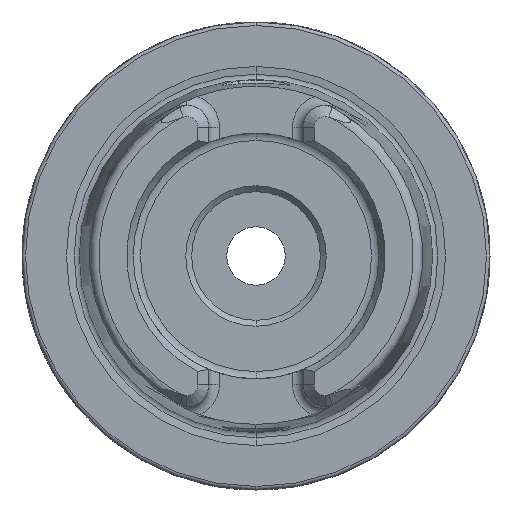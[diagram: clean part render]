
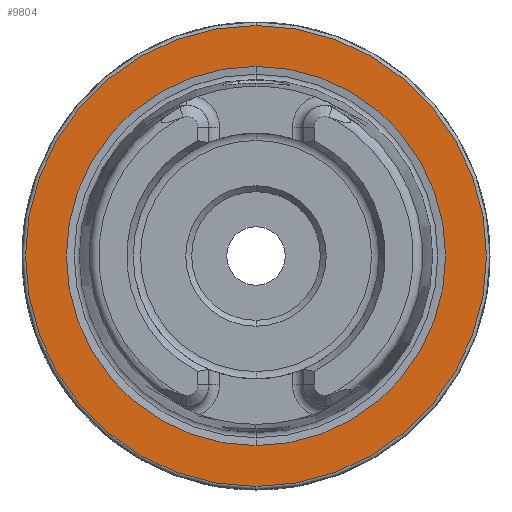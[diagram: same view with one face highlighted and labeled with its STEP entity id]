
A CAD part, left-side view. The second image highlights one B-rep face of the part: STEP entity #9804.
In plain terms, the highlighted planar face has unit normal (-1, 0, 0).
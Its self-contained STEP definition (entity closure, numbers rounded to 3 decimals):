
#354 = CARTESIAN_POINT ( 'NONE',  ( 0., 0., 16.207 ) ) ;
#526 = CARTESIAN_POINT ( 'NONE',  ( 0., 0., -16.207 ) ) ;
#539 = CARTESIAN_POINT ( 'NONE',  ( 0., 0., 19.7 ) ) ;
#545 = CARTESIAN_POINT ( 'NONE',  ( 0., 0., -19.7 ) ) ;
#2253 = DIRECTION ( 'NONE',  ( 1., 0., 0. ) ) ;
#2254 = CARTESIAN_POINT ( 'NONE',  ( 0., 19.7, 0. ) ) ;
#2256 = PLANE ( 'NONE',  #7058 ) ;
#2258 = DIRECTION ( 'NONE',  ( 0., 0., -1. ) ) ;
#2391 = DIRECTION ( 'NONE',  ( 0., 0., 1. ) ) ;
#2393 = DIRECTION ( 'NONE',  ( -1., 0., 0. ) ) ;
#2394 = CARTESIAN_POINT ( 'NONE',  ( 0., 0., 0. ) ) ;
#3197 = DIRECTION ( 'NONE',  ( 0., 0., 1. ) ) ;
#3199 = DIRECTION ( 'NONE',  ( -1., 0., 0. ) ) ;
#3200 = CARTESIAN_POINT ( 'NONE',  ( 0., 0., 0. ) ) ;
#4696 = ORIENTED_EDGE ( 'NONE', *, *, #6375, .F. ) ;
#4697 = ORIENTED_EDGE ( 'NONE', *, *, #6126, .F. ) ;
#4698 = ORIENTED_EDGE ( 'NONE', *, *, #6130, .T. ) ;
#4699 = ORIENTED_EDGE ( 'NONE', *, *, #6374, .T. ) ;
#4927 = VERTEX_POINT ( 'NONE', #526 ) ;
#4932 = VERTEX_POINT ( 'NONE', #354 ) ;
#4934 = VERTEX_POINT ( 'NONE', #539 ) ;
#4935 = VERTEX_POINT ( 'NONE', #545 ) ;
#5088 = EDGE_LOOP ( 'NONE', ( #4696, #4697 ) ) ;
#5089 = EDGE_LOOP ( 'NONE', ( #4698, #4699 ) ) ;
#5840 = CIRCLE ( 'NONE', #6618, 16.207 ) ;
#5847 = CIRCLE ( 'NONE', #6621, 19.7 ) ;
#6126 = EDGE_CURVE ( 'NONE', #4927, #4932, #5840, .T. ) ;
#6130 = EDGE_CURVE ( 'NONE', #4934, #4935, #5847, .T. ) ;
#6374 = EDGE_CURVE ( 'NONE', #4935, #4934, #8790, .T. ) ;
#6375 = EDGE_CURVE ( 'NONE', #4932, #4927, #8802, .T. ) ;
#6618 = AXIS2_PLACEMENT_3D ( 'NONE', #2394, #2393, #2391 ) ;
#6621 = AXIS2_PLACEMENT_3D ( 'NONE', #3200, #3199, #3197 ) ;
#6700 = AXIS2_PLACEMENT_3D ( 'NONE', #8652, #8653, #8654 ) ;
#6701 = AXIS2_PLACEMENT_3D ( 'NONE', #8655, #8656, #8657 ) ;
#7058 = AXIS2_PLACEMENT_3D ( 'NONE', #2254, #2253, #2258 ) ;
#8652 = CARTESIAN_POINT ( 'NONE',  ( 0., 0., 0. ) ) ;
#8653 = DIRECTION ( 'NONE',  ( -1., 0., 0. ) ) ;
#8654 = DIRECTION ( 'NONE',  ( 0., 0., 1. ) ) ;
#8655 = CARTESIAN_POINT ( 'NONE',  ( 0., 0., 0. ) ) ;
#8656 = DIRECTION ( 'NONE',  ( -1., 0., 0. ) ) ;
#8657 = DIRECTION ( 'NONE',  ( 0., 0., 1. ) ) ;
#8790 = CIRCLE ( 'NONE', #6700, 19.7 ) ;
#8802 = CIRCLE ( 'NONE', #6701, 16.207 ) ;
#9431 = FACE_OUTER_BOUND ( 'NONE', #5089, .T. ) ;
#9432 = FACE_BOUND ( 'NONE', #5088, .T. ) ;
#9804 = ADVANCED_FACE ( 'NONE', ( #9432, #9431 ), #2256, .F. ) ;
